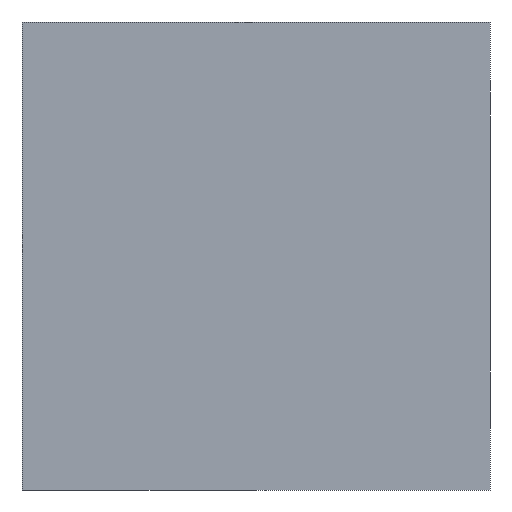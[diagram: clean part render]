
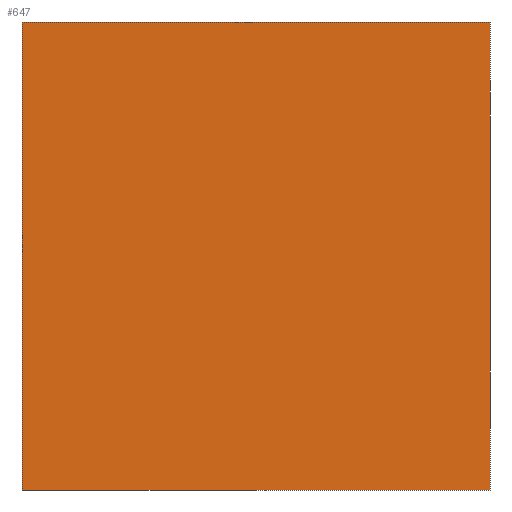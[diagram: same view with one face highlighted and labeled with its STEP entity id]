
A CAD part, left-side view. The second image highlights one B-rep face of the part: STEP entity #647.
In plain terms, the highlighted planar face has unit normal (-1, 0, 0).
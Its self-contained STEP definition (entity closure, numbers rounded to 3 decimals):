
#39 = EDGE_CURVE ( 'NONE', #499, #381, #800, .T. ) ;
#48 = ORIENTED_EDGE ( 'NONE', *, *, #39, .F. ) ;
#50 = LINE ( 'NONE', #241, #824 ) ;
#54 = AXIS2_PLACEMENT_3D ( 'NONE', #58, #855, #255 ) ;
#58 = CARTESIAN_POINT ( 'NONE',  ( -62.5, 125., -62.5 ) ) ;
#88 = VECTOR ( 'NONE', #880, 1000. ) ;
#102 = ORIENTED_EDGE ( 'NONE', *, *, #1132, .T. ) ;
#190 = VECTOR ( 'NONE', #340, 1000. ) ;
#200 = EDGE_CURVE ( 'NONE', #309, #911, #743, .T. ) ;
#205 = CARTESIAN_POINT ( 'NONE',  ( -62.5, 0., -62.5 ) ) ;
#231 = EDGE_CURVE ( 'NONE', #381, #911, #246, .T. ) ;
#241 = CARTESIAN_POINT ( 'NONE',  ( -62.5, 125., -62.5 ) ) ;
#246 = LINE ( 'NONE', #390, #1028 ) ;
#255 = DIRECTION ( 'NONE',  ( 0., 0., -1. ) ) ;
#309 = VERTEX_POINT ( 'NONE', #205 ) ;
#340 = DIRECTION ( 'NONE',  ( 0., 0., 1. ) ) ;
#381 = VERTEX_POINT ( 'NONE', #1143 ) ;
#390 = CARTESIAN_POINT ( 'NONE',  ( -62.5, 125., 62.5 ) ) ;
#431 = ORIENTED_EDGE ( 'NONE', *, *, #231, .F. ) ;
#499 = VERTEX_POINT ( 'NONE', #1153 ) ;
#594 = CARTESIAN_POINT ( 'NONE',  ( -62.5, 0., 62.5 ) ) ;
#603 = FACE_OUTER_BOUND ( 'NONE', #889, .T. ) ;
#613 = CARTESIAN_POINT ( 'NONE',  ( -62.5, 0., -62.5 ) ) ;
#647 = ADVANCED_FACE ( 'NONE', ( #603 ), #766, .F. ) ;
#658 = ORIENTED_EDGE ( 'NONE', *, *, #200, .T. ) ;
#743 = LINE ( 'NONE', #613, #88 ) ;
#766 = PLANE ( 'NONE',  #54 ) ;
#800 = LINE ( 'NONE', #948, #190 ) ;
#824 = VECTOR ( 'NONE', #1041, 1000. ) ;
#855 = DIRECTION ( 'NONE',  ( 1., 0., 0. ) ) ;
#880 = DIRECTION ( 'NONE',  ( 0., 0., 1. ) ) ;
#889 = EDGE_LOOP ( 'NONE', ( #658, #431, #48, #102 ) ) ;
#911 = VERTEX_POINT ( 'NONE', #594 ) ;
#948 = CARTESIAN_POINT ( 'NONE',  ( -62.5, 125., -62.5 ) ) ;
#1028 = VECTOR ( 'NONE', #1123, 1000. ) ;
#1041 = DIRECTION ( 'NONE',  ( 0., -1., 0. ) ) ;
#1123 = DIRECTION ( 'NONE',  ( 0., -1., 0. ) ) ;
#1132 = EDGE_CURVE ( 'NONE', #499, #309, #50, .T. ) ;
#1143 = CARTESIAN_POINT ( 'NONE',  ( -62.5, 125., 62.5 ) ) ;
#1153 = CARTESIAN_POINT ( 'NONE',  ( -62.5, 125., -62.5 ) ) ;
